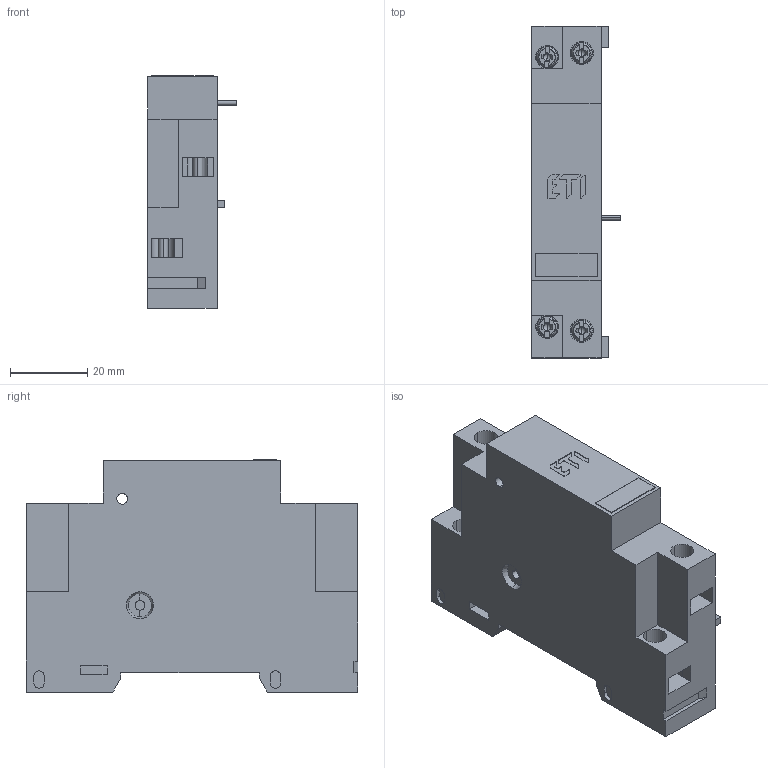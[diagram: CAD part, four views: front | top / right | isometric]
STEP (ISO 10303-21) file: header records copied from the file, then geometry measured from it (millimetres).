
FILE_DESCRIPTION((''),'2;1');
FILE_NAME('ASM1682_ASM','2021-07-22T',('marketing.praksa'),('Audax d.o.o.'),'CREO PARAMETRIC BY PTC INC, 2017480','CREO PARAMETRIC BY PTC INC, 2017480','');
FILE_SCHEMA(('AUTOMOTIVE_DESIGN { 1 0 10303 214 1 1 1 1 }'));
Length unit declared in the file: millimetre
Products named in the file (5): BREP_5_1; BREP_4_1_2_3_4; 64_SCREW; PRT9541; ASM1682_ASM
Assembly tree (7 placements, depth 2):
  ASM1682_ASM
    BREP_5_1
    BREP_4_1_2_3_4
    64_SCREW  x4
    PRT9541
Bounding box: 23 x 86 x 60.2 mm (x, y, z)
Volume: 73483.7 mm3; surface area: 17735.6 mm2
Topology: 9 solids, 9 shells, 436 faces, 1169 edges, 758 vertices
Faces by surface type: plane 236, cylinder 124, cone 36, bspline 16, torus 16, sphere 8
Entity records: 14233 total; most frequent: CARTESIAN_POINT 2039, DIRECTION 1557, ORIENTED_EDGE 1542, PRESENTATION_STYLE_ASSIGNMENT 1069, STYLED_ITEM 1069, CURVE_STYLE 771, EDGE_CURVE 771, AXIS2_PLACEMENT_3D 526
